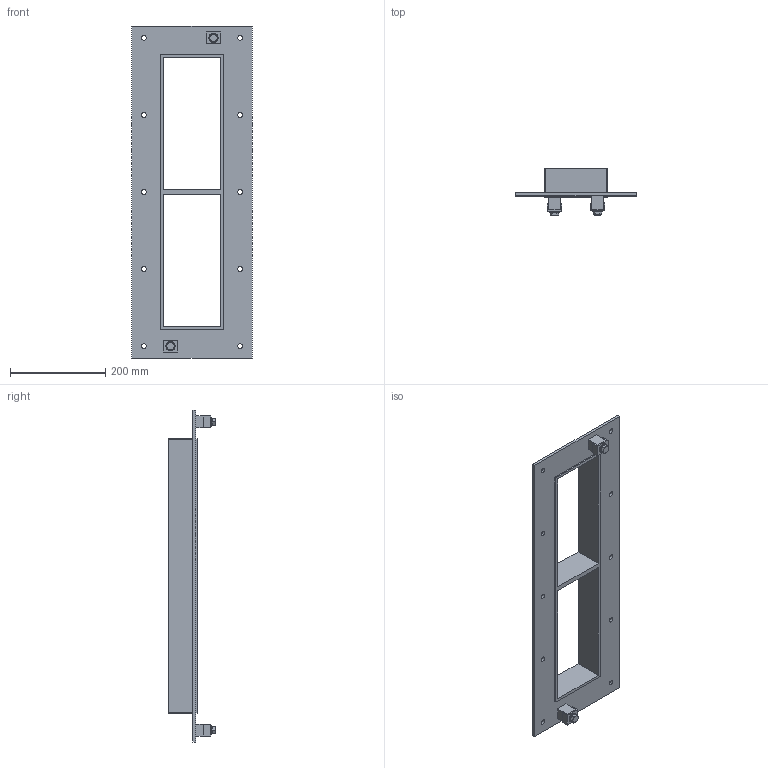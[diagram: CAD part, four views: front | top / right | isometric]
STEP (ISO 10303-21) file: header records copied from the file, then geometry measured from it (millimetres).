
FILE_DESCRIPTION((''),'2;1');
FILE_NAME('GHBG8+8X1.stp','2014-03-11T21:13:18',(''),(''),'Autodesk Inventor 2013','Autodesk Inventor 2013','');
FILE_SCHEMA(('AUTOMOTIVE_DESIGN { 1 0 10303 214 1 1 1 1 }'));
Length unit declared in the file: millimetre
Products named in the file (1): roxtec GH_BG
Bounding box: 252.5 x 97.91 x 698 mm (x, y, z)
Volume: 1216333.2 mm3; surface area: 422214.5 mm2
Topology: 9 solids, 9 shells, 121 faces, 300 edges, 203 vertices
Faces by surface type: plane 80, cylinder 31, cone 10
Full cylindrical faces by diameter (mm): 8.376 x2, 10 x12, 11 x4, 14.75 x2, 20 x2
Entity records: 3399 total; most frequent: CARTESIAN_POINT 601, DIRECTION 551, ORIENTED_EDGE 514, EDGE_CURVE 257, AXIS2_PLACEMENT_3D 190, VERTEX_POINT 186, EDGE_LOOP 185, VECTOR 171
